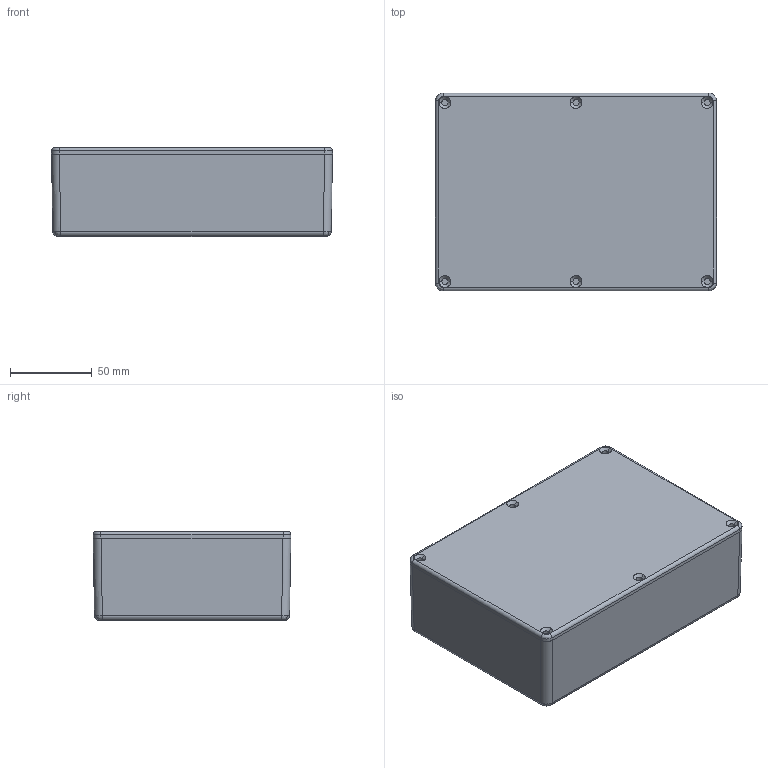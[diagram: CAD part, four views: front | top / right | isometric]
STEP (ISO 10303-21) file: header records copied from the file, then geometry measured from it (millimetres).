
FILE_DESCRIPTION (( 'STEP AP214' ), '1' );
FILE_NAME ('B027.STEP', '2020-09-04T07:07:11', ( '' ), ( '' ), 'SwSTEP 2.0', 'SolidWorks 2014', '' );
FILE_SCHEMA (( 'AUTOMOTIVE_DESIGN' ));
Length unit declared in the file: millimetre
Products named in the file (3): B027-COVER; base; B027
Assembly tree (2 placements, depth 2):
  B027
    base
    B027-COVER
Bounding box: 172 x 121 x 54.5 mm (x, y, z)
Volume: 149348.9 mm3; surface area: 143806.6 mm2
Topology: 2 solids, 2 shells, 351 faces, 878 edges, 540 vertices
Faces by surface type: bspline 220, plane 81, cylinder 46, cone 2, torus 2
Entity records: 17028 total; most frequent: CARTESIAN_POINT 8194, ORIENTED_EDGE 1756, EDGE_CURVE 878, DIRECTION 690, VERTEX_POINT 540, EDGE_LOOP 372, FACE_OUTER_BOUND 351, ADVANCED_FACE 351
